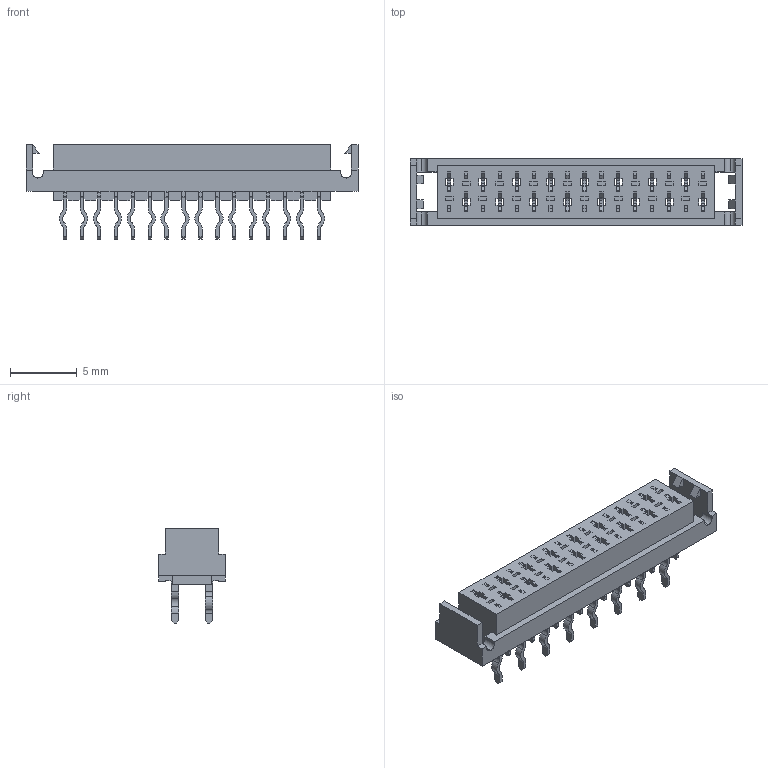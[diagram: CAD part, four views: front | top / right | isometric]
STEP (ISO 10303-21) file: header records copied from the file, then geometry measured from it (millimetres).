
FILE_DESCRIPTION(('STEP AP242'),'1');
FILE_NAME('690367191672.stp','2022-12-16T07:16:29',('TraceParts'),('TraceParts S.A.'),'Spatial InterOp 3D',' ',' ');
FILE_SCHEMA(('AP242_MANAGED_MODEL_BASED_3D_ENGINEERING_MIM_LF {1 0 10303 442 1 1 4}'));
Length unit declared in the file: millimetre
Products named in the file (1): 690367191672_1
Bounding box: 24.92 x 5 x 7.1 mm (x, y, z)
Volume: 379.7 mm3; surface area: 1308.6 mm2
Topology: 17 solids, 17 shells, 1323 faces, 3848 edges, 2540 vertices
Faces by surface type: plane 963, cylinder 360
Entity records: 54154 total; most frequent: CARTESIAN_POINT 7728, ORIENTED_EDGE 7696, DIRECTION 7248, EDGE_CURVE 3848, LINE 3128, VECTOR 3128, VERTEX_POINT 2540, AXIS2_PLACEMENT_3D 2060
